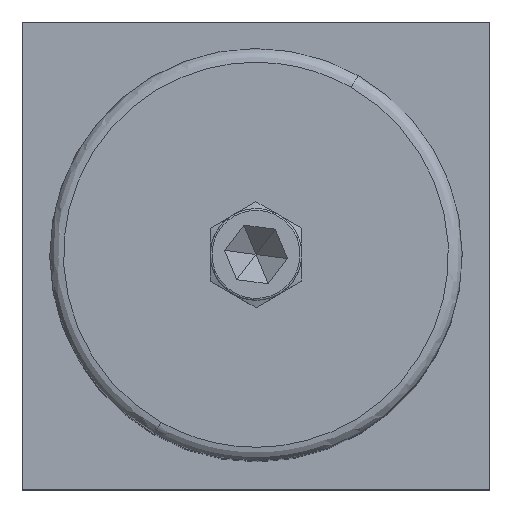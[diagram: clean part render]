
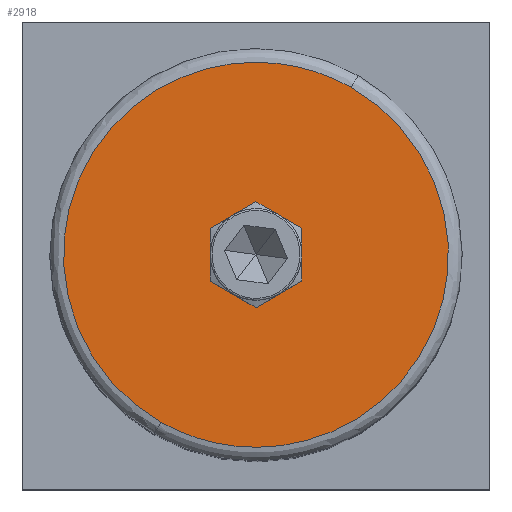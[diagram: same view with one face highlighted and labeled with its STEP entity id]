
A CAD part, top view. The second image highlights one B-rep face of the part: STEP entity #2918.
In plain terms, the highlighted planar face has unit normal (0, 0, 1).
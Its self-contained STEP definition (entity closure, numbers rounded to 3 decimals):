
#25 = CARTESIAN_POINT ( 'NONE',  ( 21., 0., 60. ) ) ;
#86 = CARTESIAN_POINT ( 'NONE',  ( 2.149, -1.932, 60. ) ) ;
#163 = CARTESIAN_POINT ( 'NONE',  ( -1.536, -3.002, 60. ) ) ;
#323 = EDGE_CURVE ( 'NONE', #4699, #23701, #7336, .T. ) ;
#886 = CIRCLE ( 'NONE', #10331, 2.5 ) ;
#906 = EDGE_CURVE ( 'NONE', #23701, #18122, #886, .T. ) ;
#1060 = VERTEX_POINT ( 'NONE', #11218 ) ;
#1266 = EDGE_LOOP ( 'NONE', ( #21958, #3465, #5992 ) ) ;
#1669 = CARTESIAN_POINT ( 'NONE',  ( 21., 42., 60. ) ) ;
#1837 = CARTESIAN_POINT ( 'NONE',  ( 2.489, 0.547, 60. ) ) ;
#1861 = CARTESIAN_POINT ( 'NONE',  ( -21., -42., 60. ) ) ;
#1919 = CARTESIAN_POINT ( 'NONE',  ( 1.857, -2.284, 60. ) ) ;
#2406 = ORIENTED_EDGE ( 'NONE', *, *, #22876, .F. ) ;
#2475 = CARTESIAN_POINT ( 'NONE',  ( -1.812, -2.867, 60. ) ) ;
#2918 = ADVANCED_FACE ( 'NONE', ( #8972, #17024 ), #19147, .T. ) ;
#3452 = EDGE_CURVE ( 'NONE', #20254, #1060, #23703, .T. ) ;
#3465 = ORIENTED_EDGE ( 'NONE', *, *, #11206, .T. ) ;
#3680 = CARTESIAN_POINT ( 'NONE',  ( -2.266, -2.456, 60. ) ) ;
#3697 = CARTESIAN_POINT ( 'NONE',  ( 2.609, 0.105, 60. ) ) ;
#3768 = CARTESIAN_POINT ( 'NONE',  ( 1.513, -2.589, 60. ) ) ;
#4699 = VERTEX_POINT ( 'NONE', #2475 ) ;
#5542 = CARTESIAN_POINT ( 'NONE',  ( 2.648, -0.352, 60. ) ) ;
#5615 = CARTESIAN_POINT ( 'NONE',  ( 1.131, -2.837, 60. ) ) ;
#5992 = ORIENTED_EDGE ( 'NONE', *, *, #323, .T. ) ;
#7158 = DIRECTION ( 'NONE',  ( 0., 0., -1. ) ) ;
#7336 = B_SPLINE_CURVE_WITH_KNOTS ( 'NONE', 3,
 ( #8281, #8131, #3680, #8370, #8458, #9110, #9188, #9265, #9346, #9897, #9981, #10056, #10136, #10222, #11035, #11184, #11731, #11817, #11898, #11973, #12059, #12820, #13044, #13599, #13676, #13748, #13836, #13920 ),
 .UNSPECIFIED., .F., .F.,
 ( 4, 2, 2, 2, 2, 2, 2, 2, 2, 2, 2, 2, 2, 4 ),
 ( 0., 0.001, 0.001, 0.002, 0.003, 0.003, 0.004, 0.004, 0.005, 0.005, 0.005, 0.006, 0.006, 0.007 ),
 .UNSPECIFIED. ) ;
#7374 = CARTESIAN_POINT ( 'NONE',  ( 2.61, -0.81, 60. ) ) ;
#7441 = CARTESIAN_POINT ( 'NONE',  ( 0.57, -3.086, 60. ) ) ;
#8115 = DIRECTION ( 'NONE',  ( 0., 0., 1. ) ) ;
#8131 = CARTESIAN_POINT ( 'NONE',  ( -2.054, -2.675, 60. ) ) ;
#8281 = CARTESIAN_POINT ( 'NONE',  ( -1.812, -2.867, 60. ) ) ;
#8370 = CARTESIAN_POINT ( 'NONE',  ( -2.535, -2.085, 60. ) ) ;
#8458 = CARTESIAN_POINT ( 'NONE',  ( -2.617, -1.953, 60. ) ) ;
#8972 = FACE_OUTER_BOUND ( 'NONE', #15671, .T. ) ;
#9110 = CARTESIAN_POINT ( 'NONE',  ( -2.76, -1.682, 60. ) ) ;
#9127 = CARTESIAN_POINT ( 'NONE',  ( 2.36, 0.824, 60. ) ) ;
#9188 = CARTESIAN_POINT ( 'NONE',  ( -2.82, -1.543, 60. ) ) ;
#9206 = CARTESIAN_POINT ( 'NONE',  ( 2.496, -1.253, 60. ) ) ;
#9265 = CARTESIAN_POINT ( 'NONE',  ( -2.972, -1.112, 60. ) ) ;
#9280 = CARTESIAN_POINT ( 'NONE',  ( -0.337, -3.22, 60. ) ) ;
#9346 = CARTESIAN_POINT ( 'NONE',  ( -3.032, -0.805, 60. ) ) ;
#9897 = CARTESIAN_POINT ( 'NONE',  ( -3.053, -0.349, 60. ) ) ;
#9981 = CARTESIAN_POINT ( 'NONE',  ( -3.049, -0.197, 60. ) ) ;
#10005 = CARTESIAN_POINT ( 'NONE',  ( 21., 0., 60. ) ) ;
#10056 = CARTESIAN_POINT ( 'NONE',  ( -3.019, 0.109, 60. ) ) ;
#10136 = CARTESIAN_POINT ( 'NONE',  ( -2.992, 0.262, 60. ) ) ;
#10222 = CARTESIAN_POINT ( 'NONE',  ( -2.915, 0.556, 60. ) ) ;
#10331 = AXIS2_PLACEMENT_3D ( 'NONE', #20010, #7158, #18093 ) ;
#10988 = CARTESIAN_POINT ( 'NONE',  ( 21., -42., 60. ) ) ;
#11035 = CARTESIAN_POINT ( 'NONE',  ( -2.864, 0.7, 60. ) ) ;
#11051 = CARTESIAN_POINT ( 'NONE',  ( 2.31, -1.673, 60. ) ) ;
#11124 = CARTESIAN_POINT ( 'NONE',  ( -1.244, -3.098, 60. ) ) ;
#11184 = CARTESIAN_POINT ( 'NONE',  ( -2.741, 0.979, 60. ) ) ;
#11206 = EDGE_CURVE ( 'NONE', #18122, #4699, #14555, .T. ) ;
#11218 = CARTESIAN_POINT ( 'NONE',  ( -21., 0., 60. ) ) ;
#11731 = CARTESIAN_POINT ( 'NONE',  ( -2.667, 1.115, 60. ) ) ;
#11772 = ORIENTED_EDGE ( 'NONE', *, *, #3452, .F. ) ;
#11817 = CARTESIAN_POINT ( 'NONE',  ( -2.5, 1.372, 60. ) ) ;
#11898 = CARTESIAN_POINT ( 'NONE',  ( -2.407, 1.493, 60. ) ) ;
#11973 = CARTESIAN_POINT ( 'NONE',  ( -2.202, 1.719, 60. ) ) ;
#12059 = CARTESIAN_POINT ( 'NONE',  ( -2.089, 1.825, 60. ) ) ;
#12403 = CARTESIAN_POINT ( 'NONE',  ( 2.36, 0.824, 60. ) ) ;
#12507 = AXIS2_PLACEMENT_3D ( 'NONE', #15423, #8115, #20970 ) ;
#12666 = CARTESIAN_POINT ( 'NONE',  ( -21., 42., 60. ) ) ;
#12820 = CARTESIAN_POINT ( 'NONE',  ( -1.849, 2.017, 60. ) ) ;
#12908 = CARTESIAN_POINT ( 'NONE',  ( 2.057, -2.054, 60. ) ) ;
#12983 = CARTESIAN_POINT ( 'NONE',  ( -1.812, -2.867, 60. ) ) ;
#13044 = CARTESIAN_POINT ( 'NONE',  ( -1.722, 2.101, 60. ) ) ;
#13414 = CARTESIAN_POINT ( 'NONE',  ( -0.262, 2.486, 60. ) ) ;
#13599 = CARTESIAN_POINT ( 'NONE',  ( -1.455, 2.246, 60. ) ) ;
#13676 = CARTESIAN_POINT ( 'NONE',  ( -1.313, 2.308, 60. ) ) ;
#13748 = CARTESIAN_POINT ( 'NONE',  ( -0.875, 2.454, 60. ) ) ;
#13836 = CARTESIAN_POINT ( 'NONE',  ( -0.571, 2.497, 60. ) ) ;
#13920 = CARTESIAN_POINT ( 'NONE',  ( -0.262, 2.486, 60. ) ) ;
#14512 = CARTESIAN_POINT ( 'NONE',  ( 21., 0., 60. ) ) ;
#14555 = B_SPLINE_CURVE_WITH_KNOTS ( 'NONE', 3,
 ( #9127, #18324, #1837, #14674, #3697, #16543, #5542, #18394, #7374, #20224, #9206, #22057, #11051, #86, #12908, #1919, #14744, #3768, #16624, #5615, #18477, #7441, #20304, #9280, #22136, #11124, #163, #12983 ),
 .UNSPECIFIED., .F., .F.,
 ( 4, 2, 2, 2, 2, 2, 2, 2, 2, 2, 2, 2, 2, 4 ),
 ( 0., 0., 0.001, 0.001, 0.002, 0.002, 0.003, 0.003, 0.004, 0.004, 0.005, 0.005, 0.006, 0.007 ),
 .UNSPECIFIED. ) ;
#14674 = CARTESIAN_POINT ( 'NONE',  ( 2.578, 0.256, 60. ) ) ;
#14688 = CARTESIAN_POINT ( 'NONE',  ( -21., 0., 60. ) ) ;
#14744 = CARTESIAN_POINT ( 'NONE',  ( 1.747, -2.392, 60. ) ) ;
#15423 = CARTESIAN_POINT ( 'NONE',  ( 0., 0., 60. ) ) ;
#15605 =( BOUNDED_CURVE ( )  B_SPLINE_CURVE ( 3, ( #23656, #12666, #1669, #14512 ),
 .UNSPECIFIED., .F., .T. ) 
 B_SPLINE_CURVE_WITH_KNOTS ( ( 4, 4 ),
 ( 0., 1. ),
 .UNSPECIFIED. ) 
 CURVE ( )  GEOMETRIC_REPRESENTATION_ITEM ( )  RATIONAL_B_SPLINE_CURVE ( ( 1., 0.333, 0.333, 1. ) ) 
 REPRESENTATION_ITEM ( '' )  );
#15671 = EDGE_LOOP ( 'NONE', ( #2406, #11772 ) ) ;
#16543 = CARTESIAN_POINT ( 'NONE',  ( 2.644, -0.2, 60. ) ) ;
#16624 = CARTESIAN_POINT ( 'NONE',  ( 1.39, -2.678, 60. ) ) ;
#17024 = FACE_BOUND ( 'NONE', #1266, .T. ) ;
#18093 = DIRECTION ( 'NONE',  ( 1., 0., 0. ) ) ;
#18122 = VERTEX_POINT ( 'NONE', #12403 ) ;
#18324 = CARTESIAN_POINT ( 'NONE',  ( 2.432, 0.688, 60. ) ) ;
#18394 = CARTESIAN_POINT ( 'NONE',  ( 2.631, -0.657, 60. ) ) ;
#18477 = CARTESIAN_POINT ( 'NONE',  ( 0.993, -2.908, 60. ) ) ;
#19147 = PLANE ( 'NONE',  #12507 ) ;
#20010 = CARTESIAN_POINT ( 'NONE',  ( 0., 0., 60. ) ) ;
#20224 = CARTESIAN_POINT ( 'NONE',  ( 2.542, -1.108, 60. ) ) ;
#20254 = VERTEX_POINT ( 'NONE', #10005 ) ;
#20304 = CARTESIAN_POINT ( 'NONE',  ( 0.276, -3.16, 60. ) ) ;
#20970 = DIRECTION ( 'NONE',  ( 1., 0., 0. ) ) ;
#21958 = ORIENTED_EDGE ( 'NONE', *, *, #906, .T. ) ;
#22057 = CARTESIAN_POINT ( 'NONE',  ( 2.381, -1.535, 60. ) ) ;
#22136 = CARTESIAN_POINT ( 'NONE',  ( -0.641, -3.207, 60. ) ) ;
#22876 = EDGE_CURVE ( 'NONE', #1060, #20254, #15605, .T. ) ;
#23656 = CARTESIAN_POINT ( 'NONE',  ( -21., 0., 60. ) ) ;
#23701 = VERTEX_POINT ( 'NONE', #13414 ) ;
#23703 =( BOUNDED_CURVE ( )  B_SPLINE_CURVE ( 3, ( #25, #10988, #1861, #14688 ),
 .UNSPECIFIED., .F., .T. ) 
 B_SPLINE_CURVE_WITH_KNOTS ( ( 4, 4 ),
 ( 0., 1. ),
 .UNSPECIFIED. ) 
 CURVE ( )  GEOMETRIC_REPRESENTATION_ITEM ( )  RATIONAL_B_SPLINE_CURVE ( ( 1., 0.333, 0.333, 1. ) ) 
 REPRESENTATION_ITEM ( '' )  );
